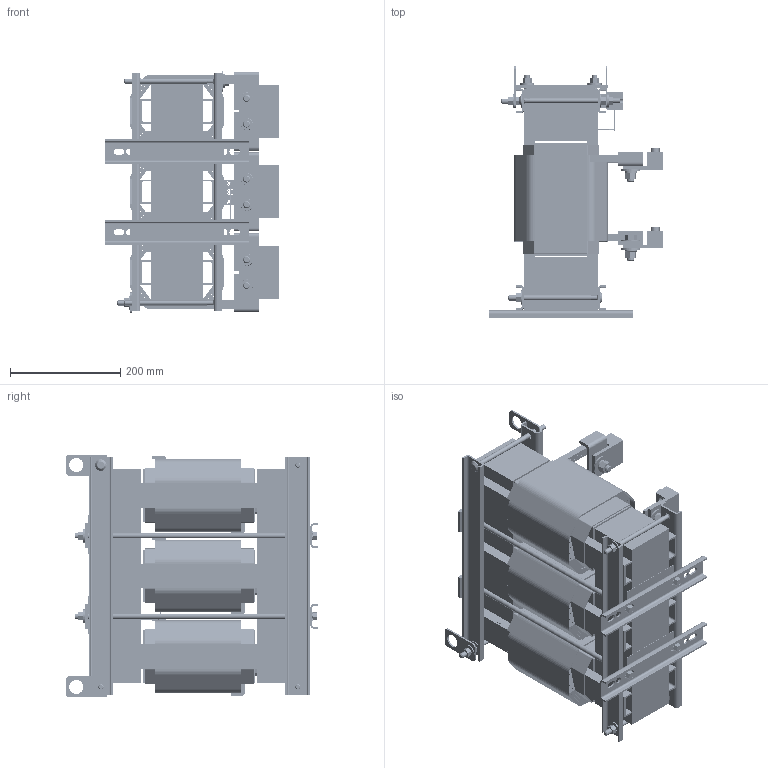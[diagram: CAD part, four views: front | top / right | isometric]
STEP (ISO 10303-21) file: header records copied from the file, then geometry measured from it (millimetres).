
FILE_DESCRIPTION(/* description */ (''),/* implementation_level */ '2;1');
FILE_NAME(/* name */ 'KTRMG362AX6.stp',/* time_stamp */ '2025-06-04T08:33:47-05:00',/* author */ ('jnelson'),/* organization */ (''),/* preprocessor_version */ 'ST-DEVELOPER v20',/* originating_system */ 'Autodesk Inventor 2024',/* authorisation */ '');
FILE_SCHEMA (('AUTOMOTIVE_DESIGN { 1 0 10303 214 3 1 1 }'));
Products named in the file (48): KTRMG362AX6; KTRMG362A; 14731; 22510; 15179; 22512; 22511; 19874; 30097- LARGE  BLANK  (REACTOR); 11626 AND 1509; 1509-better; 11626; 28456; 19375; 13202; 28453; 28453_1; 11923insert-hex head; 11923-1; 11923-HEX SCREW; 31003; 31003_1; 31003 - Bracket; 31615; 31621-1; 24160; 23208; 19372; 26543; Core Cell Label; 24160-coil ; 24160-outer wrap; 24160-core wrap; 15467; Thermal Switch Wired Right side X- Tied to Rod.iam; 29477-No LEADS.ipt; X Frame TS1 tied to rod; X Frame ts 2 tied to rod.ipt; ts1 tied 2; TS2 WIRE straight ...
Assembly tree (118 placements, depth 5):
  KTRMG362AX6
    KTRMG362A
      14731  x2
      22510  x3
      15179  x4
      22512  x2
      22511  x2
      19874  x2
      11626  x4
      30097- LARGE  BLANK  (REACTOR)
      11626 AND 1509  x10
        1509-better
        11626
      28456  x2
      19375  x4
      13202  x2
      28453
        28453_1
        11923insert-hex head  x3
          11923-1
          11923-HEX SCREW
      31003
        31003_1
        31003 - Bracket
      31615
      31621-1  x2
      24160  x3
        23208
          19372  x2
          26543  x3
          Core Cell Label
        24160-coil 
        24160-outer wrap
        24160-core wrap
        15467
      Thermal Switch Wired Right side X- Tied to Rod.iam
        29477-No LEADS.ipt
        X Frame TS1 tied to rod
        ts1 tied 2  x8
        X Frame ts 2 tied to rod.ipt
        TS2 WIRE straight  x12
      Cell Label Reactor
    2401 AND 1512  x6
      2401
      1512
    13572  x6
    1610 AND 1511 AND 1512  x6
      1610
      1512
      1511
Bounding box: 315.19 x 457.07 x 439.67 mm (x, y, z)
Volume: 18045092.7 mm3; surface area: 4578378 mm2
Topology: 281 solids, 281 shells, 7232 faces, 19199 edges, 12582 vertices
Faces by surface type: plane 3773, cylinder 3091, bspline 248, cone 84, torus 32, sphere 4
Full cylindrical faces by diameter (mm): 0.762 x2, 1.524 x36, 3.842 x6, 4.166 x2, 4.496 x3, 4.724 x2, 5.172 x30, 5.436 x2, 5.508 x1, 5.668 x1, 5.938 x8, 6.35 x30, 6.604 x6, 7.01 x6, 7.798 x14, 8.382 x4, 9.322 x4, 9.525 x4, 9.652 x2, 9.906 x2, 9.957 x2, 11.176 x4, 11.278 x10, 12.7 x12, 14.224 x6, 14.287 x6, 14.351 x12, 15.748 x12, 15.875 x12, 19.05 x12
Entity records: 82945 total; most frequent: CARTESIAN_POINT 19068, ORIENTED_EDGE 13138, DIRECTION 12519, EDGE_CURVE 6569, LINE 4349, VECTOR 4349, VERTEX_POINT 4337, AXIS2_PLACEMENT_3D 4085
